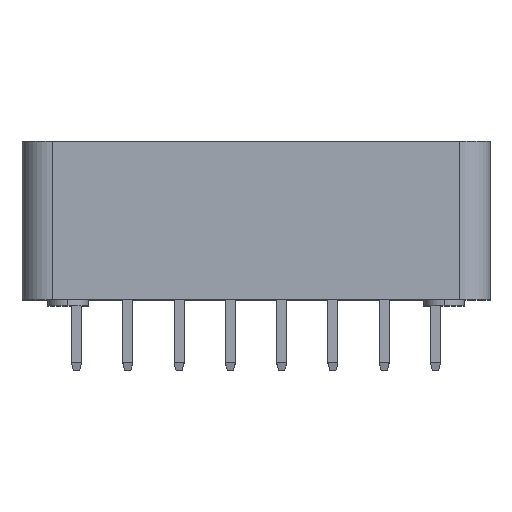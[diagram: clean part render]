
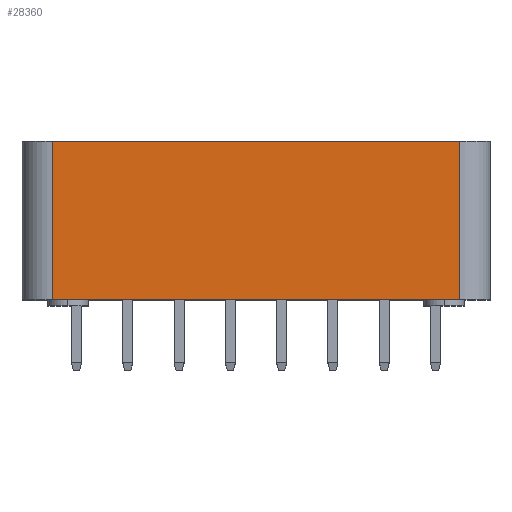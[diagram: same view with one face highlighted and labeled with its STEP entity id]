
A CAD part, top view. The second image highlights one B-rep face of the part: STEP entity #28360.
In plain terms, the highlighted planar face has unit normal (0, 0, 1).
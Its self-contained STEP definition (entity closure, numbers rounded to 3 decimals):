
#942 = VECTOR ( 'NONE', #3896, 1000. ) ;
#2237 = PLANE ( 'NONE',  #21729 ) ;
#3896 = DIRECTION ( 'NONE',  ( 1., 0., 0. ) ) ;
#4188 = ORIENTED_EDGE ( 'NONE', *, *, #14105, .T. ) ;
#4653 = DIRECTION ( 'NONE',  ( 0., 0., -1. ) ) ;
#5850 = CARTESIAN_POINT ( 'NONE',  ( 11.59, 0.3, 11.59 ) ) ;
#6074 = LINE ( 'NONE', #10244, #6536 ) ;
#6340 = EDGE_CURVE ( 'NONE', #24340, #28400, #6074, .T. ) ;
#6536 = VECTOR ( 'NONE', #8160, 1000. ) ;
#7027 = VECTOR ( 'NONE', #18125, 1000. ) ;
#7565 = DIRECTION ( 'NONE',  ( 0., 1., 0. ) ) ;
#8160 = DIRECTION ( 'NONE',  ( 0., -1., 0. ) ) ;
#10244 = CARTESIAN_POINT ( 'NONE',  ( -10.09, 49.081, 11.59 ) ) ;
#11371 = CARTESIAN_POINT ( 'NONE',  ( 11.59, 49.081, 11.59 ) ) ;
#12415 = CARTESIAN_POINT ( 'NONE',  ( -10.09, 0.3, 11.59 ) ) ;
#13656 = CARTESIAN_POINT ( 'NONE',  ( 10.09, 8.15, 11.59 ) ) ;
#14105 = EDGE_CURVE ( 'NONE', #29175, #20916, #27787, .T. ) ;
#15347 = VECTOR ( 'NONE', #7565, 1000. ) ;
#15606 = ORIENTED_EDGE ( 'NONE', *, *, #6340, .T. ) ;
#16256 = CARTESIAN_POINT ( 'NONE',  ( 10.09, 49.081, 11.59 ) ) ;
#18125 = DIRECTION ( 'NONE',  ( 1., 0., 0. ) ) ;
#19071 = CARTESIAN_POINT ( 'NONE',  ( 10.09, 0.3, 11.59 ) ) ;
#19736 = EDGE_LOOP ( 'NONE', ( #23631, #15606, #27837, #4188 ) ) ;
#20360 = LINE ( 'NONE', #22313, #7027 ) ;
#20503 = DIRECTION ( 'NONE',  ( -1., 0., 0. ) ) ;
#20916 = VERTEX_POINT ( 'NONE', #13656 ) ;
#21311 = EDGE_CURVE ( 'NONE', #24340, #20916, #20360, .T. ) ;
#21675 = CARTESIAN_POINT ( 'NONE',  ( -10.09, 8.15, 11.59 ) ) ;
#21729 = AXIS2_PLACEMENT_3D ( 'NONE', #11371, #4653, #20503 ) ;
#22313 = CARTESIAN_POINT ( 'NONE',  ( 11.59, 8.15, 11.59 ) ) ;
#22754 = FACE_OUTER_BOUND ( 'NONE', #19736, .T. ) ;
#23342 = EDGE_CURVE ( 'NONE', #28400, #29175, #24395, .T. ) ;
#23631 = ORIENTED_EDGE ( 'NONE', *, *, #21311, .F. ) ;
#24340 = VERTEX_POINT ( 'NONE', #21675 ) ;
#24395 = LINE ( 'NONE', #5850, #942 ) ;
#27787 = LINE ( 'NONE', #16256, #15347 ) ;
#27837 = ORIENTED_EDGE ( 'NONE', *, *, #23342, .T. ) ;
#28360 = ADVANCED_FACE ( 'NONE', ( #22754 ), #2237, .F. ) ;
#28400 = VERTEX_POINT ( 'NONE', #12415 ) ;
#29175 = VERTEX_POINT ( 'NONE', #19071 ) ;
